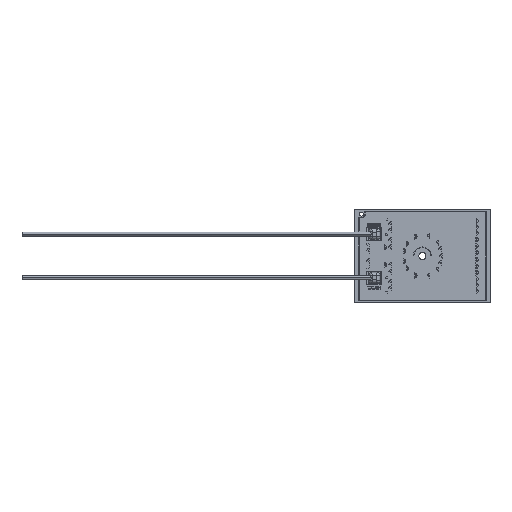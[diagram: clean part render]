
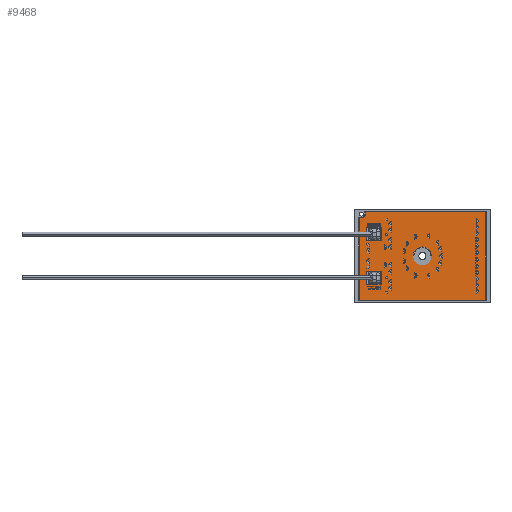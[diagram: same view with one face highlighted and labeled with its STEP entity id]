
A CAD part, top view. The second image highlights one B-rep face of the part: STEP entity #9468.
In plain terms, the highlighted planar face has unit normal (0, 0, 1).
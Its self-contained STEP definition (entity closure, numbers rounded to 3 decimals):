
#4 = VECTOR ( 'NONE', #18364, 1000. ) ;
#433 = EDGE_CURVE ( 'NONE', #17985, #24986, #16322, .T. ) ;
#525 = ORIENTED_EDGE ( 'NONE', *, *, #433, .T. ) ;
#707 = VECTOR ( 'NONE', #22465, 1000. ) ;
#935 = CARTESIAN_POINT ( 'NONE',  ( 2.876, 151.407, 0.901 ) ) ;
#976 = AXIS2_PLACEMENT_3D ( 'NONE', #24084, #9460, #26573 ) ;
#1112 = CARTESIAN_POINT ( 'NONE',  ( 0.573, 163.726, 0.901 ) ) ;
#1196 = EDGE_CURVE ( 'NONE', #1224, #10022, #25176, .T. ) ;
#1224 = VERTEX_POINT ( 'NONE', #22996 ) ;
#1527 = EDGE_CURVE ( 'NONE', #24986, #26565, #23965, .T. ) ;
#1685 = DIRECTION ( 'NONE',  ( 0., 1., 0. ) ) ;
#1878 = ORIENTED_EDGE ( 'NONE', *, *, #9353, .T. ) ;
#2434 = EDGE_CURVE ( 'NONE', #8593, #17687, #30030, .T. ) ;
#2461 = CARTESIAN_POINT ( 'NONE',  ( 0.573, 163.726, 0.901 ) ) ;
#2505 = VERTEX_POINT ( 'NONE', #10595 ) ;
#2518 = CARTESIAN_POINT ( 'NONE',  ( -2.324, 161.877, 0.901 ) ) ;
#2798 = VERTEX_POINT ( 'NONE', #12851 ) ;
#3022 = CARTESIAN_POINT ( 'NONE',  ( 36.618, 130.377, 0.901 ) ) ;
#3408 = CARTESIAN_POINT ( 'NONE',  ( 0.573, 161.877, 0.901 ) ) ;
#3424 = LINE ( 'NONE', #935, #9908 ) ;
#3572 = ORIENTED_EDGE ( 'NONE', *, *, #25249, .F. ) ;
#3604 = LINE ( 'NONE', #29343, #28060 ) ;
#3651 = DIRECTION ( 'NONE',  ( 0., 1., 0. ) ) ;
#3720 = FACE_OUTER_BOUND ( 'NONE', #18870, .T. ) ;
#3927 = VERTEX_POINT ( 'NONE', #16659 ) ;
#4400 = CARTESIAN_POINT ( 'NONE',  ( 2.876, 142.263, 0.901 ) ) ;
#4810 = VECTOR ( 'NONE', #5346, 1000. ) ;
#4874 = LINE ( 'NONE', #14277, #30100 ) ;
#4951 = DIRECTION ( 'NONE',  ( 1., 0., 0. ) ) ;
#5249 = VECTOR ( 'NONE', #3651, 1000. ) ;
#5346 = DIRECTION ( 'NONE',  ( -1., 0., 0. ) ) ;
#5651 = VECTOR ( 'NONE', #27793, 1000. ) ;
#5673 = CARTESIAN_POINT ( 'NONE',  ( 2.876, 118.491, 0.901 ) ) ;
#6244 = ORIENTED_EDGE ( 'NONE', *, *, #6446, .F. ) ;
#6446 = EDGE_CURVE ( 'NONE', #10022, #2505, #29809, .T. ) ;
#7327 = ORIENTED_EDGE ( 'NONE', *, *, #2434, .F. ) ;
#7922 = LINE ( 'NONE', #2461, #20903 ) ;
#8304 = CARTESIAN_POINT ( 'NONE',  ( 12.018, 151.407, 0.901 ) ) ;
#8593 = VERTEX_POINT ( 'NONE', #8304 ) ;
#8942 = ORIENTED_EDGE ( 'NONE', *, *, #10124, .F. ) ;
#8991 = EDGE_CURVE ( 'NONE', #2505, #31406, #20911, .T. ) ;
#9311 = EDGE_LOOP ( 'NONE', ( #28974, #30246, #24181, #7327 ) ) ;
#9353 = EDGE_CURVE ( 'NONE', #25738, #29548, #18234, .T. ) ;
#9431 = FACE_BOUND ( 'NONE', #9311, .T. ) ;
#9460 = DIRECTION ( 'NONE',  ( 0., 0., -1. ) ) ;
#9468 = ADVANCED_FACE ( 'NONE', ( #3720, #22425, #15922, #9431 ), #29298, .T. ) ;
#9908 = VECTOR ( 'NONE', #17990, 1000. ) ;
#9956 = DIRECTION ( 'NONE',  ( 0., 0., 1. ) ) ;
#10004 = CARTESIAN_POINT ( 'NONE',  ( 90.895, 97.028, 0.901 ) ) ;
#10022 = VERTEX_POINT ( 'NONE', #5673 ) ;
#10124 = EDGE_CURVE ( 'NONE', #3927, #27207, #15897, .T. ) ;
#10201 = CARTESIAN_POINT ( 'NONE',  ( 12.018, 109.347, 0.901 ) ) ;
#10367 = CARTESIAN_POINT ( 'NONE',  ( 2.876, 109.347, 0.901 ) ) ;
#10595 = CARTESIAN_POINT ( 'NONE',  ( 2.876, 109.347, 0.901 ) ) ;
#10780 = EDGE_CURVE ( 'NONE', #31406, #1224, #25831, .T. ) ;
#11157 = CARTESIAN_POINT ( 'NONE',  ( 90.895, 97.028, 0.901 ) ) ;
#11187 = CARTESIAN_POINT ( 'NONE',  ( -3.943, 158.98, 0.901 ) ) ;
#11879 = EDGE_CURVE ( 'NONE', #17714, #8593, #3604, .T. ) ;
#11893 = EDGE_LOOP ( 'NONE', ( #3572, #8942 ) ) ;
#12131 = EDGE_CURVE ( 'NONE', #25406, #25738, #16167, .T. ) ;
#12199 = CARTESIAN_POINT ( 'NONE',  ( -3.943, 97.028, 0.901 ) ) ;
#12728 = CARTESIAN_POINT ( 'NONE',  ( 43.476, 130.377, 0.901 ) ) ;
#12843 = AXIS2_PLACEMENT_3D ( 'NONE', #12728, #29772, #15154 ) ;
#12851 = CARTESIAN_POINT ( 'NONE',  ( -3.943, 158.98, 0.901 ) ) ;
#13643 = DIRECTION ( 'NONE',  ( -1., 0., 0. ) ) ;
#13750 = LINE ( 'NONE', #15912, #4 ) ;
#14277 = CARTESIAN_POINT ( 'NONE',  ( 2.876, 142.263, 0.901 ) ) ;
#14604 = CARTESIAN_POINT ( 'NONE',  ( 12.018, 109.347, 0.901 ) ) ;
#15154 = DIRECTION ( 'NONE',  ( 1., 0., 0. ) ) ;
#15404 = VECTOR ( 'NONE', #15671, 1000. ) ;
#15640 = ORIENTED_EDGE ( 'NONE', *, *, #8991, .F. ) ;
#15671 = DIRECTION ( 'NONE',  ( 0., -1., 0. ) ) ;
#15897 = CIRCLE ( 'NONE', #12843, 6.858 ) ;
#15912 = CARTESIAN_POINT ( 'NONE',  ( -3.943, 97.028, 0.901 ) ) ;
#15922 = FACE_BOUND ( 'NONE', #25825, .T. ) ;
#16167 = LINE ( 'NONE', #3408, #15404 ) ;
#16286 = CARTESIAN_POINT ( 'NONE',  ( 12.018, 118.491, 0.901 ) ) ;
#16322 = LINE ( 'NONE', #10004, #17884 ) ;
#16401 = ORIENTED_EDGE ( 'NONE', *, *, #17146, .T. ) ;
#16553 = ORIENTED_EDGE ( 'NONE', *, *, #25451, .T. ) ;
#16575 = VERTEX_POINT ( 'NONE', #4400 ) ;
#16659 = CARTESIAN_POINT ( 'NONE',  ( 50.334, 130.377, 0.901 ) ) ;
#17057 = DIRECTION ( 'NONE',  ( 0., 1., 0. ) ) ;
#17065 = DIRECTION ( 'NONE',  ( -1., 0., 0. ) ) ;
#17111 = CARTESIAN_POINT ( 'NONE',  ( -2.324, 158.98, 0.901 ) ) ;
#17146 = EDGE_CURVE ( 'NONE', #29548, #2798, #29500, .T. ) ;
#17687 = VERTEX_POINT ( 'NONE', #23020 ) ;
#17714 = VERTEX_POINT ( 'NONE', #18396 ) ;
#17884 = VECTOR ( 'NONE', #29093, 1000. ) ;
#17985 = VERTEX_POINT ( 'NONE', #12199 ) ;
#17990 = DIRECTION ( 'NONE',  ( 0., -1., 0. ) ) ;
#18234 = CIRCLE ( 'NONE', #976, 2.897 ) ;
#18263 = ORIENTED_EDGE ( 'NONE', *, *, #12131, .T. ) ;
#18364 = DIRECTION ( 'NONE',  ( 0., -1., 0. ) ) ;
#18396 = CARTESIAN_POINT ( 'NONE',  ( 12.018, 142.263, 0.901 ) ) ;
#18870 = EDGE_LOOP ( 'NONE', ( #1878, #16401, #16553, #525, #19210, #25649, #18263 ) ) ;
#18934 = AXIS2_PLACEMENT_3D ( 'NONE', #2518, #19571, #4951 ) ;
#19210 = ORIENTED_EDGE ( 'NONE', *, *, #1527, .T. ) ;
#19326 = EDGE_CURVE ( 'NONE', #17687, #16575, #3424, .T. ) ;
#19571 = DIRECTION ( 'NONE',  ( 0., 0., 1. ) ) ;
#19722 = ORIENTED_EDGE ( 'NONE', *, *, #10780, .F. ) ;
#20057 = VECTOR ( 'NONE', #1685, 1000. ) ;
#20890 = EDGE_CURVE ( 'NONE', #26565, #25406, #7922, .T. ) ;
#20903 = VECTOR ( 'NONE', #17065, 1000. ) ;
#20911 = LINE ( 'NONE', #10201, #707 ) ;
#21303 = EDGE_CURVE ( 'NONE', #16575, #17714, #4874, .T. ) ;
#22425 = FACE_BOUND ( 'NONE', #11893, .T. ) ;
#22432 = CARTESIAN_POINT ( 'NONE',  ( 12.018, 151.407, 0.901 ) ) ;
#22465 = DIRECTION ( 'NONE',  ( 1., 0., 0. ) ) ;
#22572 = VECTOR ( 'NONE', #25024, 1000. ) ;
#22996 = CARTESIAN_POINT ( 'NONE',  ( 12.018, 118.491, 0.901 ) ) ;
#23020 = CARTESIAN_POINT ( 'NONE',  ( 2.876, 151.407, 0.901 ) ) ;
#23186 = CARTESIAN_POINT ( 'NONE',  ( 90.895, 163.726, 0.901 ) ) ;
#23902 = AXIS2_PLACEMENT_3D ( 'NONE', #24601, #9956, #27039 ) ;
#23965 = LINE ( 'NONE', #23186, #5249 ) ;
#24084 = CARTESIAN_POINT ( 'NONE',  ( -2.324, 161.877, 0.901 ) ) ;
#24181 = ORIENTED_EDGE ( 'NONE', *, *, #19326, .F. ) ;
#24601 = CARTESIAN_POINT ( 'NONE',  ( 43.476, 130.377, 0.901 ) ) ;
#24865 = CIRCLE ( 'NONE', #23902, 6.858 ) ;
#24986 = VERTEX_POINT ( 'NONE', #11157 ) ;
#25024 = DIRECTION ( 'NONE',  ( 0., -1., 0. ) ) ;
#25176 = LINE ( 'NONE', #25365, #5651 ) ;
#25249 = EDGE_CURVE ( 'NONE', #27207, #3927, #24865, .T. ) ;
#25365 = CARTESIAN_POINT ( 'NONE',  ( 2.876, 118.491, 0.901 ) ) ;
#25406 = VERTEX_POINT ( 'NONE', #1112 ) ;
#25451 = EDGE_CURVE ( 'NONE', #2798, #17985, #13750, .T. ) ;
#25649 = ORIENTED_EDGE ( 'NONE', *, *, #20890, .T. ) ;
#25738 = VERTEX_POINT ( 'NONE', #30410 ) ;
#25825 = EDGE_LOOP ( 'NONE', ( #6244, #31236, #19722, #15640 ) ) ;
#25831 = LINE ( 'NONE', #16286, #20057 ) ;
#26348 = CARTESIAN_POINT ( 'NONE',  ( 90.895, 163.726, 0.901 ) ) ;
#26565 = VERTEX_POINT ( 'NONE', #26348 ) ;
#26573 = DIRECTION ( 'NONE',  ( 1., 0., 0. ) ) ;
#27039 = DIRECTION ( 'NONE',  ( 1., 0., 0. ) ) ;
#27207 = VERTEX_POINT ( 'NONE', #3022 ) ;
#27793 = DIRECTION ( 'NONE',  ( -1., 0., 0. ) ) ;
#28060 = VECTOR ( 'NONE', #17057, 1000. ) ;
#28974 = ORIENTED_EDGE ( 'NONE', *, *, #11879, .F. ) ;
#29093 = DIRECTION ( 'NONE',  ( 1., 0., 0. ) ) ;
#29298 = PLANE ( 'NONE',  #18934 ) ;
#29343 = CARTESIAN_POINT ( 'NONE',  ( 12.018, 142.263, 0.901 ) ) ;
#29500 = LINE ( 'NONE', #11187, #30281 ) ;
#29548 = VERTEX_POINT ( 'NONE', #17111 ) ;
#29772 = DIRECTION ( 'NONE',  ( 0., 0., 1. ) ) ;
#29809 = LINE ( 'NONE', #10367, #22572 ) ;
#30030 = LINE ( 'NONE', #22432, #4810 ) ;
#30100 = VECTOR ( 'NONE', #31319, 1000. ) ;
#30246 = ORIENTED_EDGE ( 'NONE', *, *, #21303, .F. ) ;
#30281 = VECTOR ( 'NONE', #13643, 1000. ) ;
#30410 = CARTESIAN_POINT ( 'NONE',  ( 0.573, 161.877, 0.901 ) ) ;
#31236 = ORIENTED_EDGE ( 'NONE', *, *, #1196, .F. ) ;
#31319 = DIRECTION ( 'NONE',  ( 1., 0., 0. ) ) ;
#31406 = VERTEX_POINT ( 'NONE', #14604 ) ;
